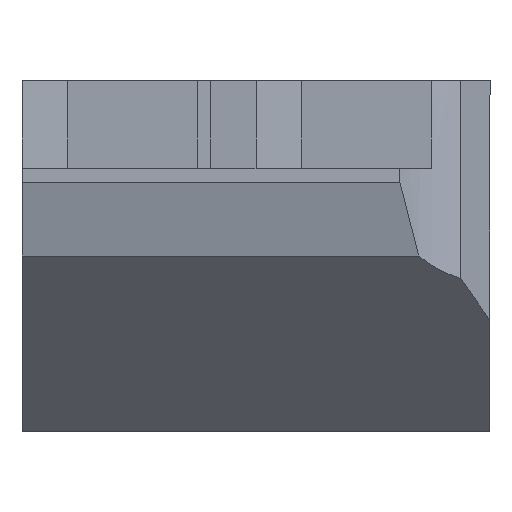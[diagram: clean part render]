
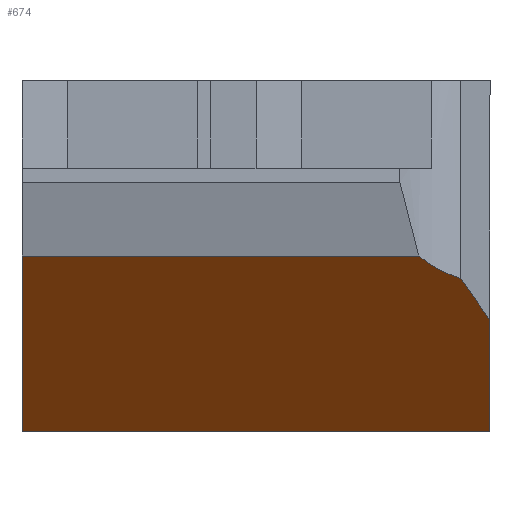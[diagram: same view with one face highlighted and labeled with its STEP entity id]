
A CAD part, left-side view. The second image highlights one B-rep face of the part: STEP entity #674.
In plain terms, the highlighted planar face has unit normal (-0.707, 0, -0.707).
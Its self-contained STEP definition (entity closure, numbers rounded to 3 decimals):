
#15 = CARTESIAN_POINT ( 'NONE',  ( -93.33, -8., -12. ) ) ;
#70 = ORIENTED_EDGE ( 'NONE', *, *, #652, .F. ) ;
#100 = DIRECTION ( 'NONE',  ( -0.707, 0., 0.707 ) ) ;
#107 = VECTOR ( 'NONE', #1939, 1000. ) ;
#397 = VERTEX_POINT ( 'NONE', #2459 ) ;
#417 = ORIENTED_EDGE ( 'NONE', *, *, #2685, .T. ) ;
#549 = DIRECTION ( 'NONE',  ( 0., -1., 0. ) ) ;
#617 = CARTESIAN_POINT ( 'NONE',  ( -96.665, 8., -8.665 ) ) ;
#652 = EDGE_CURVE ( 'NONE', #3272, #2054, #773, .T. ) ;
#660 = CARTESIAN_POINT ( 'NONE',  ( -98.718, -6.473, -6.612 ) ) ;
#667 = AXIS2_PLACEMENT_3D ( 'NONE', #3275, #2445, #1420 ) ;
#674 = ADVANCED_FACE ( 'NONE', ( #3111 ), #2721, .T. ) ;
#709 = EDGE_CURVE ( 'NONE', #1930, #3272, #2999, .T. ) ;
#762 = VERTEX_POINT ( 'NONE', #15 ) ;
#773 =( BOUNDED_CURVE ( )  B_SPLINE_CURVE ( 3, ( #2741, #2139, #660, #2199 ),
 .UNSPECIFIED., .F., .F. ) 
 B_SPLINE_CURVE_WITH_KNOTS ( ( 4, 4 ),
 ( 5.591, 5.991 ),
 .UNSPECIFIED. ) 
 CURVE ( )  GEOMETRIC_REPRESENTATION_ITEM ( )  RATIONAL_B_SPLINE_CURVE ( ( 1., 0.987, 0.987, 1. ) ) 
 REPRESENTATION_ITEM ( '' )  );
#795 = VERTEX_POINT ( 'NONE', #2391 ) ;
#1062 = CARTESIAN_POINT ( 'NONE',  ( -99.33, -5.563, -6. ) ) ;
#1189 = CARTESIAN_POINT ( 'NONE',  ( -99.33, 8., -6. ) ) ;
#1208 = EDGE_LOOP ( 'NONE', ( #1975, #417, #1792, #1686, #70, #2548 ) ) ;
#1259 = DIRECTION ( 'NONE',  ( 0.634, -0.444, -0.634 ) ) ;
#1383 = DIRECTION ( 'NONE',  ( 0., -1., 0. ) ) ;
#1420 = DIRECTION ( 'NONE',  ( -0.707, 0., 0.707 ) ) ;
#1439 = CARTESIAN_POINT ( 'NONE',  ( -153.973, 31.801, 48.643 ) ) ;
#1442 = VECTOR ( 'NONE', #549, 1000. ) ;
#1460 = LINE ( 'NONE', #1550, #1442 ) ;
#1482 = LINE ( 'NONE', #2468, #107 ) ;
#1550 = CARTESIAN_POINT ( 'NONE',  ( -93.33, 135.475, -12. ) ) ;
#1554 = EDGE_CURVE ( 'NONE', #397, #1930, #2251, .T. ) ;
#1619 = VECTOR ( 'NONE', #1259, 1000. ) ;
#1686 = ORIENTED_EDGE ( 'NONE', *, *, #2542, .F. ) ;
#1792 = ORIENTED_EDGE ( 'NONE', *, *, #1894, .F. ) ;
#1867 = CARTESIAN_POINT ( 'NONE',  ( -98.56, -7., -6.77 ) ) ;
#1894 = EDGE_CURVE ( 'NONE', #795, #762, #1482, .T. ) ;
#1903 = CARTESIAN_POINT ( 'NONE',  ( -99.33, 135.475, -6. ) ) ;
#1930 = VERTEX_POINT ( 'NONE', #1189 ) ;
#1939 = DIRECTION ( 'NONE',  ( 0.707, 0., -0.707 ) ) ;
#1959 = LINE ( 'NONE', #1439, #1619 ) ;
#1975 = ORIENTED_EDGE ( 'NONE', *, *, #1554, .F. ) ;
#2054 = VERTEX_POINT ( 'NONE', #1867 ) ;
#2139 = CARTESIAN_POINT ( 'NONE',  ( -98.979, -5.987, -6.351 ) ) ;
#2199 = CARTESIAN_POINT ( 'NONE',  ( -98.56, -7., -6.77 ) ) ;
#2251 = LINE ( 'NONE', #617, #2657 ) ;
#2391 = CARTESIAN_POINT ( 'NONE',  ( -97.132, -8., -8.198 ) ) ;
#2445 = DIRECTION ( 'NONE',  ( -0.707, 0., -0.707 ) ) ;
#2459 = CARTESIAN_POINT ( 'NONE',  ( -93.33, 8., -12. ) ) ;
#2468 = CARTESIAN_POINT ( 'NONE',  ( -96.665, -8., -8.665 ) ) ;
#2542 = EDGE_CURVE ( 'NONE', #2054, #795, #1959, .T. ) ;
#2548 = ORIENTED_EDGE ( 'NONE', *, *, #709, .F. ) ;
#2657 = VECTOR ( 'NONE', #100, 1000. ) ;
#2685 = EDGE_CURVE ( 'NONE', #397, #762, #1460, .T. ) ;
#2721 = PLANE ( 'NONE',  #667 ) ;
#2741 = CARTESIAN_POINT ( 'NONE',  ( -99.33, -5.563, -6. ) ) ;
#2991 = VECTOR ( 'NONE', #1383, 1000. ) ;
#2999 = LINE ( 'NONE', #1903, #2991 ) ;
#3111 = FACE_OUTER_BOUND ( 'NONE', #1208, .T. ) ;
#3272 = VERTEX_POINT ( 'NONE', #1062 ) ;
#3275 = CARTESIAN_POINT ( 'NONE',  ( -99.33, 135.475, -6. ) ) ;
